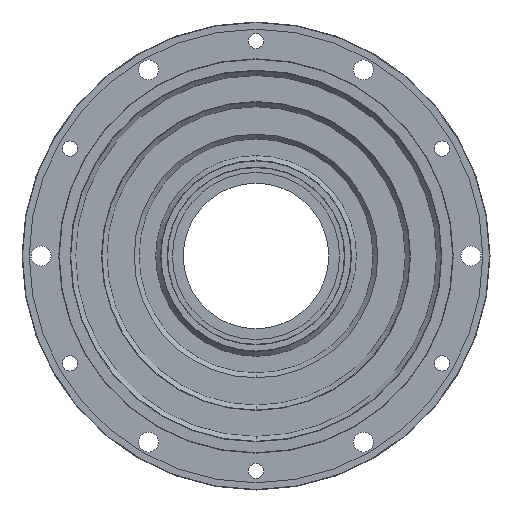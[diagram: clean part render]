
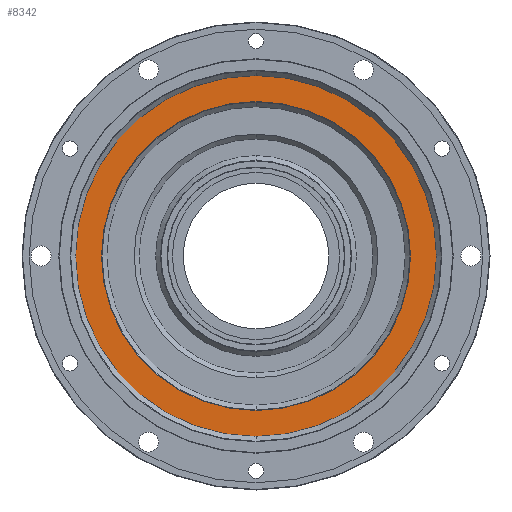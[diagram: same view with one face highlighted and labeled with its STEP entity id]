
A CAD part, front view. The second image highlights one B-rep face of the part: STEP entity #8342.
In plain terms, the highlighted planar face has unit normal (0, -1, 0).
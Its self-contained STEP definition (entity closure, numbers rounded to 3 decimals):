
#43 = DIRECTION ( 'NONE',  ( 0., 0., -1. ) ) ;
#663 = FACE_BOUND ( 'NONE', #10416, .T. ) ;
#1236 = CARTESIAN_POINT ( 'NONE',  ( 0., 4., 32.35 ) ) ;
#1464 = FACE_OUTER_BOUND ( 'NONE', #4788, .T. ) ;
#2261 = EDGE_CURVE ( 'NONE', #2731, #11536, #8860, .T. ) ;
#2731 = VERTEX_POINT ( 'NONE', #4049 ) ;
#3130 = CARTESIAN_POINT ( 'NONE',  ( 0., 4., 0. ) ) ;
#3202 = VERTEX_POINT ( 'NONE', #12213 ) ;
#3645 = EDGE_CURVE ( 'NONE', #5356, #3202, #11636, .T. ) ;
#4049 = CARTESIAN_POINT ( 'NONE',  ( 0., 4., 37.8 ) ) ;
#4321 = DIRECTION ( 'NONE',  ( 0., 0., -1. ) ) ;
#4788 = EDGE_LOOP ( 'NONE', ( #6190, #10745 ) ) ;
#5002 = DIRECTION ( 'NONE',  ( 0., 0., -1. ) ) ;
#5113 = AXIS2_PLACEMENT_3D ( 'NONE', #3130, #7658, #11458 ) ;
#5222 = CIRCLE ( 'NONE', #9772, 37.8 ) ;
#5356 = VERTEX_POINT ( 'NONE', #1236 ) ;
#5567 = ORIENTED_EDGE ( 'NONE', *, *, #3645, .T. ) ;
#5644 = ORIENTED_EDGE ( 'NONE', *, *, #5651, .T. ) ;
#5651 = EDGE_CURVE ( 'NONE', #3202, #5356, #7488, .T. ) ;
#5916 = AXIS2_PLACEMENT_3D ( 'NONE', #5928, #7714, #5002 ) ;
#5928 = CARTESIAN_POINT ( 'NONE',  ( 0., 4., 0. ) ) ;
#6190 = ORIENTED_EDGE ( 'NONE', *, *, #8530, .T. ) ;
#6199 = AXIS2_PLACEMENT_3D ( 'NONE', #9088, #8219, #11884 ) ;
#7488 = CIRCLE ( 'NONE', #10482, 32.35 ) ;
#7658 = DIRECTION ( 'NONE',  ( 0., 1., 0. ) ) ;
#7714 = DIRECTION ( 'NONE',  ( 0., -1., 0. ) ) ;
#8095 = PLANE ( 'NONE',  #6199 ) ;
#8219 = DIRECTION ( 'NONE',  ( 0., -1., 0. ) ) ;
#8342 = ADVANCED_FACE ( 'NONE', ( #663, #1464 ), #8095, .T. ) ;
#8459 = DIRECTION ( 'NONE',  ( 0., -1., 0. ) ) ;
#8530 = EDGE_CURVE ( 'NONE', #11536, #2731, #5222, .T. ) ;
#8860 = CIRCLE ( 'NONE', #5916, 37.8 ) ;
#9088 = CARTESIAN_POINT ( 'NONE',  ( 32.25, 4., 0. ) ) ;
#9772 = AXIS2_PLACEMENT_3D ( 'NONE', #10399, #8459, #43 ) ;
#10399 = CARTESIAN_POINT ( 'NONE',  ( 0., 4., 0. ) ) ;
#10416 = EDGE_LOOP ( 'NONE', ( #5644, #5567 ) ) ;
#10446 = DIRECTION ( 'NONE',  ( 0., 1., 0. ) ) ;
#10482 = AXIS2_PLACEMENT_3D ( 'NONE', #11376, #10446, #4321 ) ;
#10730 = CARTESIAN_POINT ( 'NONE',  ( 0., 4., -37.8 ) ) ;
#10745 = ORIENTED_EDGE ( 'NONE', *, *, #2261, .T. ) ;
#11376 = CARTESIAN_POINT ( 'NONE',  ( 0., 4., 0. ) ) ;
#11458 = DIRECTION ( 'NONE',  ( 0., 0., -1. ) ) ;
#11536 = VERTEX_POINT ( 'NONE', #10730 ) ;
#11636 = CIRCLE ( 'NONE', #5113, 32.35 ) ;
#11884 = DIRECTION ( 'NONE',  ( 0., 0., -1. ) ) ;
#12213 = CARTESIAN_POINT ( 'NONE',  ( 0., 4., -32.35 ) ) ;
